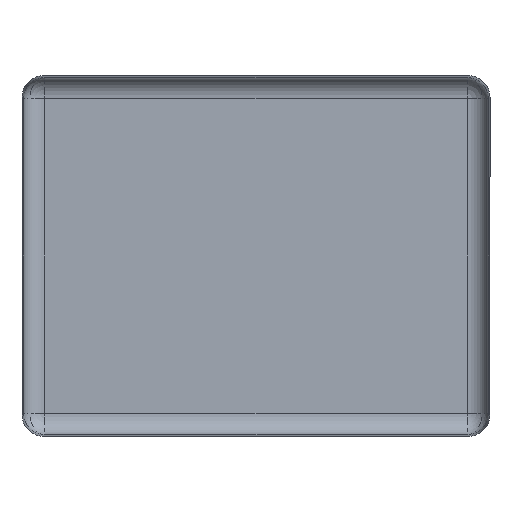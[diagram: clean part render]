
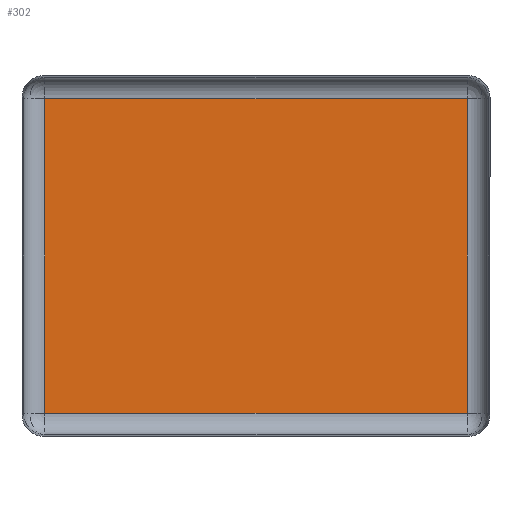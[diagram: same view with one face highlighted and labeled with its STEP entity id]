
A CAD part, front view. The second image highlights one B-rep face of the part: STEP entity #302.
In plain terms, the highlighted planar face has unit normal (0, -1, 0).
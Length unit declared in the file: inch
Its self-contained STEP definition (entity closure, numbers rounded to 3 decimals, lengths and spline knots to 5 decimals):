
#102 = CARTESIAN_POINT ( 'NONE',  ( 4.28325, 1.19, -3.845 ) ) ;
#103 = LINE ( 'NONE', #102, #133 ) ;
#120 = DIRECTION ( 'NONE',  ( 0., 0., -1. ) ) ;
#133 = VECTOR ( 'NONE', #120, 39.37008 ) ;
#192 = ORIENTED_EDGE ( 'NONE', *, *, #406, .F. ) ;
#193 = ORIENTED_EDGE ( 'NONE', *, *, #314, .F. ) ;
#194 = ORIENTED_EDGE ( 'NONE', *, *, #246, .F. ) ;
#195 = EDGE_CURVE ( 'NONE', #241, #322, #103, .T. ) ;
#241 = VERTEX_POINT ( 'NONE', #739 ) ;
#246 = EDGE_CURVE ( 'NONE', #407, #241, #760, .T. ) ;
#302 = ADVANCED_FACE ( 'NONE', ( #576 ), #581, .F. ) ;
#303 = EDGE_LOOP ( 'NONE', ( #431, #194, #192, #193 ) ) ;
#314 = EDGE_CURVE ( 'NONE', #322, #395, #571, .T. ) ;
#322 = VERTEX_POINT ( 'NONE', #532 ) ;
#395 = VERTEX_POINT ( 'NONE', #718 ) ;
#406 = EDGE_CURVE ( 'NONE', #395, #407, #610, .T. ) ;
#407 = VERTEX_POINT ( 'NONE', #728 ) ;
#431 = ORIENTED_EDGE ( 'NONE', *, *, #195, .F. ) ;
#532 = CARTESIAN_POINT ( 'NONE',  ( 4.28325, 1.19, -3.19325 ) ) ;
#538 = DIRECTION ( 'NONE',  ( 0., 0., 1. ) ) ;
#539 = DIRECTION ( 'NONE',  ( 0., 1., 0. ) ) ;
#540 = CARTESIAN_POINT ( 'NONE',  ( 4.935, 1.19, -3.845 ) ) ;
#547 = AXIS2_PLACEMENT_3D ( 'NONE', #540, #539, #538 ) ;
#563 = DIRECTION ( 'NONE',  ( -1., 0., 0. ) ) ;
#569 = VECTOR ( 'NONE', #563, 39.37008 ) ;
#570 = CARTESIAN_POINT ( 'NONE',  ( 4.935, 1.19, -3.19325 ) ) ;
#571 = LINE ( 'NONE', #570, #569 ) ;
#576 = FACE_OUTER_BOUND ( 'NONE', #303, .T. ) ;
#581 = PLANE ( 'NONE',  #547 ) ;
#607 = DIRECTION ( 'NONE',  ( 0., 0., 1. ) ) ;
#608 = VECTOR ( 'NONE', #607, 39.37008 ) ;
#609 = CARTESIAN_POINT ( 'NONE',  ( -4.28325, 1.19, -3.845 ) ) ;
#610 = LINE ( 'NONE', #609, #608 ) ;
#718 = CARTESIAN_POINT ( 'NONE',  ( -4.28325, 1.19, -3.19325 ) ) ;
#728 = CARTESIAN_POINT ( 'NONE',  ( -4.28325, 1.19, 3.19325 ) ) ;
#739 = CARTESIAN_POINT ( 'NONE',  ( 4.28325, 1.19, 3.19325 ) ) ;
#754 = DIRECTION ( 'NONE',  ( 1., 0., 0. ) ) ;
#755 = VECTOR ( 'NONE', #754, 39.37008 ) ;
#759 = CARTESIAN_POINT ( 'NONE',  ( 4.935, 1.19, 3.19325 ) ) ;
#760 = LINE ( 'NONE', #759, #755 ) ;
